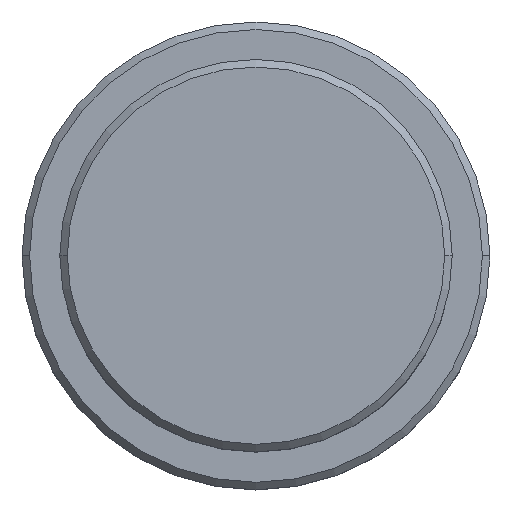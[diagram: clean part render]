
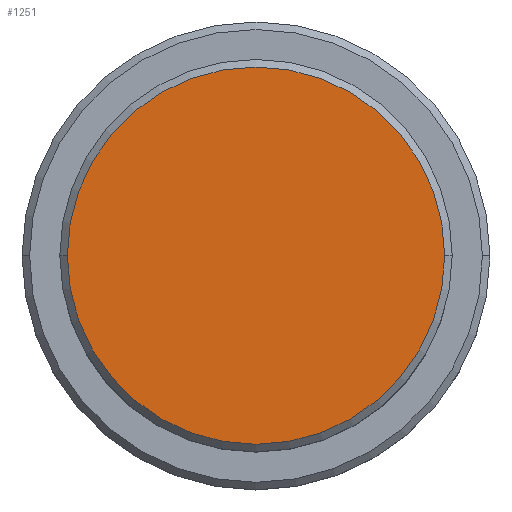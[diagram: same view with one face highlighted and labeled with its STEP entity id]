
A CAD part, top view. The second image highlights one B-rep face of the part: STEP entity #1251.
In plain terms, the highlighted planar face has unit normal (0, 0, 1).
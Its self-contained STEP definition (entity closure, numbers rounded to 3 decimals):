
#44 = CARTESIAN_POINT ( 'NONE',  ( 12.5, 0., 0. ) ) ;
#58 = DIRECTION ( 'NONE',  ( 1., 0., 0. ) ) ;
#65 = PLANE ( 'NONE',  #353 ) ;
#353 = AXIS2_PLACEMENT_3D ( 'NONE', #598, #606, #58 ) ;
#384 = EDGE_CURVE ( 'NONE', #1149, #1224, #1179, .T. ) ;
#392 = EDGE_LOOP ( 'NONE', ( #1033, #1003 ) ) ;
#546 = DIRECTION ( 'NONE',  ( 1., 0., 0. ) ) ;
#598 = CARTESIAN_POINT ( 'NONE',  ( 0., 0., 0. ) ) ;
#606 = DIRECTION ( 'NONE',  ( 0., 0., 1. ) ) ;
#712 = DIRECTION ( 'NONE',  ( 0., 0., 1. ) ) ;
#759 = CIRCLE ( 'NONE', #807, 12.5 ) ;
#800 = FACE_OUTER_BOUND ( 'NONE', #392, .T. ) ;
#807 = AXIS2_PLACEMENT_3D ( 'NONE', #959, #1092, #546 ) ;
#954 = CARTESIAN_POINT ( 'NONE',  ( 0., 0., 0. ) ) ;
#959 = CARTESIAN_POINT ( 'NONE',  ( 0., 0., 0. ) ) ;
#982 = EDGE_CURVE ( 'NONE', #1224, #1149, #759, .T. ) ;
#1003 = ORIENTED_EDGE ( 'NONE', *, *, #982, .T. ) ;
#1033 = ORIENTED_EDGE ( 'NONE', *, *, #384, .T. ) ;
#1036 = AXIS2_PLACEMENT_3D ( 'NONE', #954, #712, #1158 ) ;
#1092 = DIRECTION ( 'NONE',  ( 0., 0., 1. ) ) ;
#1130 = CARTESIAN_POINT ( 'NONE',  ( -12.5, 0., 0. ) ) ;
#1149 = VERTEX_POINT ( 'NONE', #1130 ) ;
#1158 = DIRECTION ( 'NONE',  ( 1., 0., 0. ) ) ;
#1179 = CIRCLE ( 'NONE', #1036, 12.5 ) ;
#1224 = VERTEX_POINT ( 'NONE', #44 ) ;
#1251 = ADVANCED_FACE ( 'NONE', ( #800 ), #65, .T. ) ;
